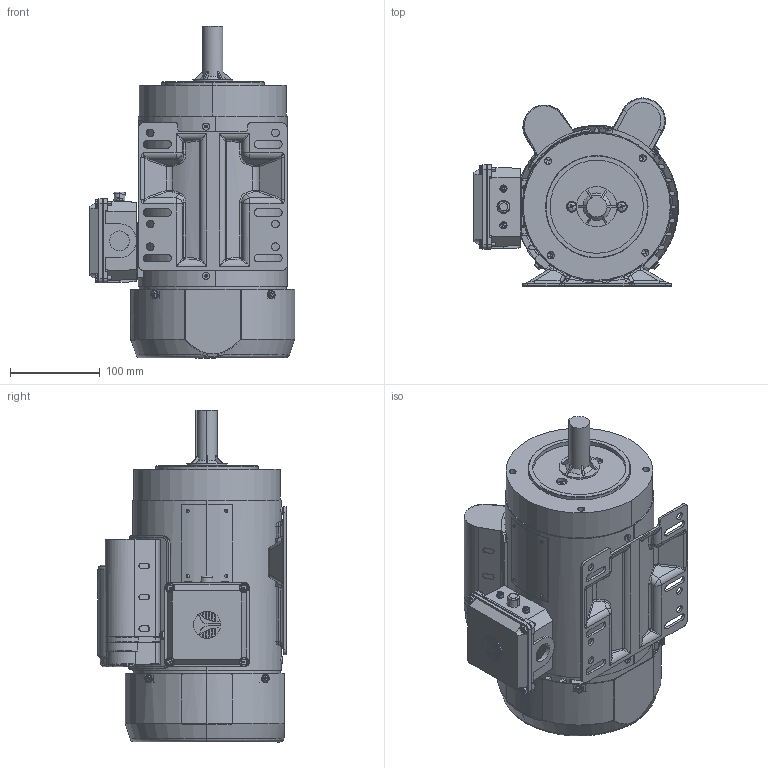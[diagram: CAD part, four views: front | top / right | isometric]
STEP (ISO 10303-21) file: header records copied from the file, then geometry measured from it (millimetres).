
FILE_DESCRIPTION (( 'STEP AP203' ), '1' );
FILE_NAME ('SLF56H（带底脚C法兰）.STEP', '2015-08-01T01:36:21', ( 'Windows 用户' ), ( 'Sky123.Org' ), 'SwSTEP 2.0', 'SolidWorks 2013', '' );
FILE_SCHEMA (( 'CONFIG_CONTROL_DESIGN' ));
Length unit declared in the file: millimetre
Products named in the file (40): 援隊粟銅菜え朴5; 56猾敕綴裔; 运转电容罩; 热保螺钉齿形垫片; SLF56儂褲; 后端防尘圈; 56C楊擘裔; 运转电容密封垫; 锁热保螺母8-36UNC; NEMA56-140T出线护套(钢板机壳）; 瑞珔軞傖; 粣創揤啣ㄗ湍挴ㄘ; 电容罩螺钉10-32UNF×6; 热保总成; NEMA詩啣48-140T臏堤盄碟裔; 瑞欶; 锁轴承压板10-32UNF×22; 接线盒座螺钉10-32UNC×9.5; 出水孔塞; NEMA钢板48-140T铝出线盒盖密封垫; 风罩螺钉10-32UNF×6; 56詩第粣扥杶; 接线盒盖螺钉8-36UNC×14; 霧齪; NEMA詩啣48-140T臏堤盄碟釱; 劑尨梓尨; す瑩; NEMA56转子（通用C法兰电机）; 霧齪穩隊M2X4; 堤盄碟釱砎蝶菜; NEMA 56H菁釱; 前端防尘圈; 粣創6204; 启动电容罩橡胶垫; 热保安装垫块; SLF56H（带底脚C法兰）; 穿钉10-32UNF×232; 粣創6203; 启动电容罩; 热保螺钉8-36UNC×25
Assembly tree (66 placements, depth 2):
  SLF56H（带底脚C法兰）
    SLF56儂褲
    NEMA56-140T出线护套(钢板机壳）
    NEMA詩啣48-140T臏堤盄碟裔
    NEMA钢板48-140T铝出线盒盖密封垫
    NEMA詩啣48-140T臏堤盄碟釱
    堤盄碟釱砎蝶菜
    热保安装垫块  x2
    热保螺钉8-36UNC×25  x2
    热保螺钉齿形垫片  x2
    锁热保螺母8-36UNC  x2
    热保总成
    出水孔塞  x2
    霧齪
    霧齪穩隊M2X4  x4
    启动电容罩橡胶垫
    启动电容罩
    运转电容罩
    运转电容密封垫
    电容罩螺钉10-32UNF×6  x4
    接线盒座螺钉10-32UNC×9.5  x4
    接线盒盖螺钉8-36UNC×14  x4
    NEMA56转子（通用C法兰电机）
    粣創6204
    粣創6203
    56猾敕綴裔
    56C楊擘裔
    粣創揤啣ㄗ湍挴ㄘ
    锁轴承压板10-32UNF×22  x2
    56詩第粣扥杶
    す瑩
    前端防尘圈
    穿钉10-32UNF×232  x4
    援隊粟銅菜え朴5  x4
    后端防尘圈
    瑞珔軞傖
    瑞欶
    风罩螺钉10-32UNF×6  x4
    劑尨梓尨
    NEMA 56H菁釱
Bounding box: 228.99 x 209.82 x 370.47 mm (x, y, z)
Volume: 1172293.8 mm3; surface area: 946866.9 mm2
Topology: 66 solids, 67 shells, 3530 faces, 9054 edges, 5716 vertices
Faces by surface type: plane 1445, cylinder 1225, bspline 347, torus 338, cone 105, sphere 70
Entity records: 118642 total; most frequent: CARTESIAN_POINT 42740, ORIENTED_EDGE 15172, DIRECTION 14487, EDGE_CURVE 7586, AXIS2_PLACEMENT_3D 5551, VERTEX_POINT 4820, LINE 3385, VECTOR 3385
